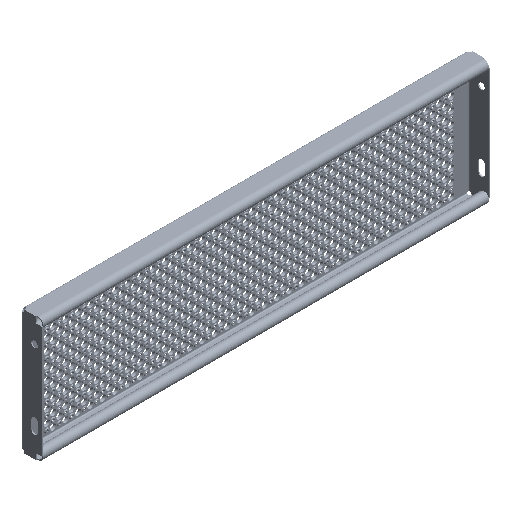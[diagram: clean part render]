
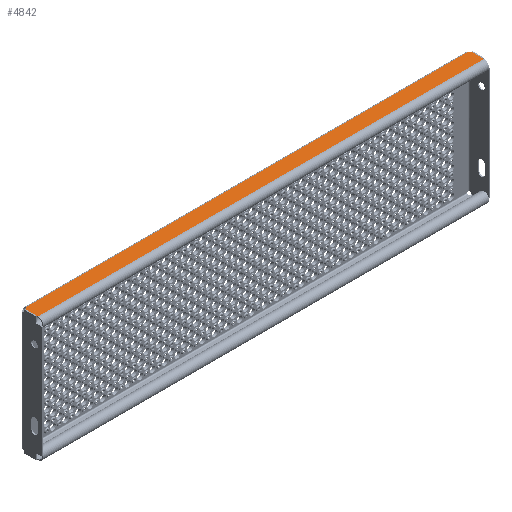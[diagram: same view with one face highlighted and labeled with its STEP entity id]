
A CAD part, isometric view. The second image highlights one B-rep face of the part: STEP entity #4842.
In plain terms, the highlighted planar face has unit normal (0, 0, 1).
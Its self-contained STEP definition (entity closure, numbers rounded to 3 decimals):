
#4842 = ADVANCED_FACE ( 'NONE', ( #141923 ), #142668, .T. ) ;
#9876 = AXIS2_PLACEMENT_3D ( 'NONE', #142669, #142670, #142671 ) ;
#75573 = CARTESIAN_POINT ( 'NONE',  ( -447.99, -32.498, 125. ) ) ;
#75574 = CARTESIAN_POINT ( 'NONE',  ( -447.99, -7.185, 125. ) ) ;
#75576 = CARTESIAN_POINT ( 'NONE',  ( -444.302, -4., 125. ) ) ;
#75577 = CARTESIAN_POINT ( 'NONE',  ( 444.302, -4., 125. ) ) ;
#75580 = CARTESIAN_POINT ( 'NONE',  ( 447.99, -32.498, 125. ) ) ;
#75582 = CARTESIAN_POINT ( 'NONE',  ( 447.99, -7.185, 125. ) ) ;
#115871 = EDGE_LOOP ( 'NONE', ( #215827, #215832, #215823, #215830, #215834, #215839 ) ) ;
#119270 = LINE ( 'NONE', #124057, #121128 ) ;
#119273 = LINE ( 'NONE', #124222, #121137 ) ;
#119277 = LINE ( 'NONE', #124240, #121153 ) ;
#119279 = LINE ( 'NONE', #124268, #121172 ) ;
#120984 = CIRCLE ( 'NONE', #121174, 5. ) ;
#121128 = VECTOR ( 'NONE', #124059, 1000. ) ;
#121137 = VECTOR ( 'NONE', #124224, 1000. ) ;
#121153 = VECTOR ( 'NONE', #124242, 1000. ) ;
#121165 = CIRCLE ( 'NONE', #121167, 5. ) ;
#121167 = AXIS2_PLACEMENT_3D ( 'NONE', #124263, #124264, #124266 ) ;
#121172 = VECTOR ( 'NONE', #124270, 1000. ) ;
#121174 = AXIS2_PLACEMENT_3D ( 'NONE', #124272, #124274, #124276 ) ;
#124057 = CARTESIAN_POINT ( 'NONE',  ( -447.99, -7.185, 125. ) ) ;
#124059 = DIRECTION ( 'NONE',  ( 0., -1., 0. ) ) ;
#124222 = CARTESIAN_POINT ( 'NONE',  ( -449., -4., 125. ) ) ;
#124224 = DIRECTION ( 'NONE',  ( 1., 0., 0. ) ) ;
#124240 = CARTESIAN_POINT ( 'NONE',  ( 447.99, -7.185, 125. ) ) ;
#124242 = DIRECTION ( 'NONE',  ( 0., 1., 0. ) ) ;
#124263 = CARTESIAN_POINT ( 'NONE',  ( 449., -2.288, 125. ) ) ;
#124264 = DIRECTION ( 'NONE',  ( 0., 0., -1. ) ) ;
#124266 = DIRECTION ( 'NONE',  ( 0., -1., 0. ) ) ;
#124268 = CARTESIAN_POINT ( 'NONE',  ( -447.99, -32.498, 125. ) ) ;
#124270 = DIRECTION ( 'NONE',  ( 1., 0., 0. ) ) ;
#124272 = CARTESIAN_POINT ( 'NONE',  ( -449., -2.288, 125. ) ) ;
#124274 = DIRECTION ( 'NONE',  ( 0., 0., -1. ) ) ;
#124276 = DIRECTION ( 'NONE',  ( 0., -1., 0. ) ) ;
#128153 = EDGE_CURVE ( 'NONE', #258478, #258476, #119270, .T. ) ;
#128176 = EDGE_CURVE ( 'NONE', #258481, #258482, #119273, .T. ) ;
#128182 = EDGE_CURVE ( 'NONE', #258488, #258491, #119277, .T. ) ;
#128190 = EDGE_CURVE ( 'NONE', #258491, #258482, #121165, .T. ) ;
#128192 = EDGE_CURVE ( 'NONE', #258476, #258488, #119279, .T. ) ;
#128194 = EDGE_CURVE ( 'NONE', #258481, #258478, #120984, .T. ) ;
#141923 = FACE_OUTER_BOUND ( 'NONE', #115871, .T. ) ;
#142668 = PLANE ( 'NONE',  #9876 ) ;
#142669 = CARTESIAN_POINT ( 'NONE',  ( -449., 245.712, 125. ) ) ;
#142670 = DIRECTION ( 'NONE',  ( 0., 0., 1. ) ) ;
#142671 = DIRECTION ( 'NONE',  ( 0., -1., 0. ) ) ;
#215823 = ORIENTED_EDGE ( 'NONE', *, *, #128190, .T. ) ;
#215827 = ORIENTED_EDGE ( 'NONE', *, *, #128192, .T. ) ;
#215830 = ORIENTED_EDGE ( 'NONE', *, *, #128176, .F. ) ;
#215832 = ORIENTED_EDGE ( 'NONE', *, *, #128182, .T. ) ;
#215834 = ORIENTED_EDGE ( 'NONE', *, *, #128194, .T. ) ;
#215839 = ORIENTED_EDGE ( 'NONE', *, *, #128153, .T. ) ;
#258476 = VERTEX_POINT ( 'NONE', #75573 ) ;
#258478 = VERTEX_POINT ( 'NONE', #75574 ) ;
#258481 = VERTEX_POINT ( 'NONE', #75576 ) ;
#258482 = VERTEX_POINT ( 'NONE', #75577 ) ;
#258488 = VERTEX_POINT ( 'NONE', #75580 ) ;
#258491 = VERTEX_POINT ( 'NONE', #75582 ) ;
